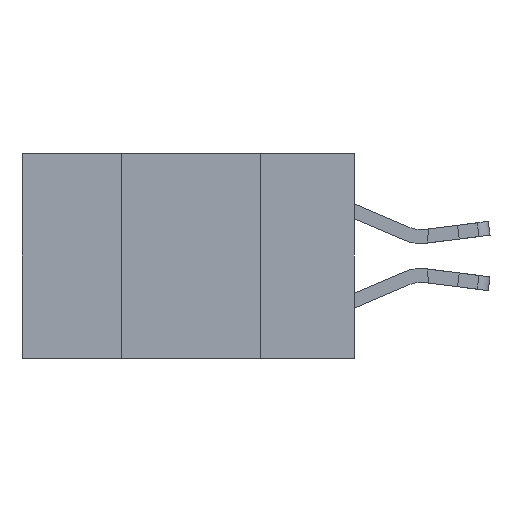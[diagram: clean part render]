
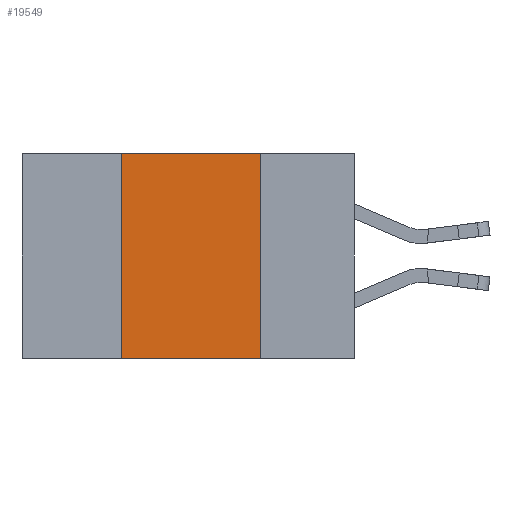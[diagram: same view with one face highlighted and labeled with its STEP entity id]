
A CAD part, left-side view. The second image highlights one B-rep face of the part: STEP entity #19549.
In plain terms, the highlighted planar face has unit normal (-1, 0, 0).
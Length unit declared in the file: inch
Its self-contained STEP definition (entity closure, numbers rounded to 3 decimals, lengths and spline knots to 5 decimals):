
#390 = DIRECTION ( 'NONE',  ( 0., -1., 0. ) ) ;
#532 = VERTEX_POINT ( 'NONE', #9113 ) ;
#2598 = CARTESIAN_POINT ( 'NONE',  ( 0., 0.17, -0.37 ) ) ;
#2644 = EDGE_CURVE ( 'NONE', #15173, #4975, #16915, .T. ) ;
#3282 = VECTOR ( 'NONE', #3776, 39.37008 ) ;
#3776 = DIRECTION ( 'NONE',  ( 0., 0., -1. ) ) ;
#4975 = VERTEX_POINT ( 'NONE', #14908 ) ;
#4981 = ORIENTED_EDGE ( 'NONE', *, *, #18683, .F. ) ;
#5697 = EDGE_LOOP ( 'NONE', ( #4981, #14979, #10681, #10699 ) ) ;
#6369 = DIRECTION ( 'NONE',  ( 0., 0., 1. ) ) ;
#7230 = EDGE_CURVE ( 'NONE', #532, #15173, #21543, .T. ) ;
#7654 = CARTESIAN_POINT ( 'NONE',  ( 0., 0.17, -0.37 ) ) ;
#7687 = VECTOR ( 'NONE', #390, 39.37008 ) ;
#8242 = FACE_OUTER_BOUND ( 'NONE', #5697, .T. ) ;
#9113 = CARTESIAN_POINT ( 'NONE',  ( 0., 0.42, -0.37 ) ) ;
#10036 = LINE ( 'NONE', #7654, #3282 ) ;
#10044 = CARTESIAN_POINT ( 'NONE',  ( 0., 0.6, 0. ) ) ;
#10681 = ORIENTED_EDGE ( 'NONE', *, *, #7230, .F. ) ;
#10699 = ORIENTED_EDGE ( 'NONE', *, *, #13635, .T. ) ;
#11226 = VECTOR ( 'NONE', #6369, 39.37008 ) ;
#11901 = CARTESIAN_POINT ( 'NONE',  ( 0., 0.42, -0.37 ) ) ;
#11905 = DIRECTION ( 'NONE',  ( 0., 0., -1. ) ) ;
#12597 = VECTOR ( 'NONE', #18078, 39.37008 ) ;
#13635 = EDGE_CURVE ( 'NONE', #532, #15063, #22013, .T. ) ;
#14170 = CARTESIAN_POINT ( 'NONE',  ( 0., 0.42, 0. ) ) ;
#14908 = CARTESIAN_POINT ( 'NONE',  ( 0., 0.17, 0. ) ) ;
#14979 = ORIENTED_EDGE ( 'NONE', *, *, #2644, .F. ) ;
#15063 = VERTEX_POINT ( 'NONE', #2598 ) ;
#15173 = VERTEX_POINT ( 'NONE', #14170 ) ;
#16159 = CARTESIAN_POINT ( 'NONE',  ( 0., 0.6, 0. ) ) ;
#16915 = LINE ( 'NONE', #16159, #12597 ) ;
#17351 = PLANE ( 'NONE',  #21866 ) ;
#18078 = DIRECTION ( 'NONE',  ( 0., -1., 0. ) ) ;
#18683 = EDGE_CURVE ( 'NONE', #4975, #15063, #10036, .T. ) ;
#19549 = ADVANCED_FACE ( 'NONE', ( #8242 ), #17351, .F. ) ;
#21543 = LINE ( 'NONE', #11901, #11226 ) ;
#21866 = AXIS2_PLACEMENT_3D ( 'NONE', #10044, #22874, #11905 ) ;
#22013 = LINE ( 'NONE', #22653, #7687 ) ;
#22653 = CARTESIAN_POINT ( 'NONE',  ( 0., 0.6, -0.37 ) ) ;
#22874 = DIRECTION ( 'NONE',  ( 1., 0., 0. ) ) ;
